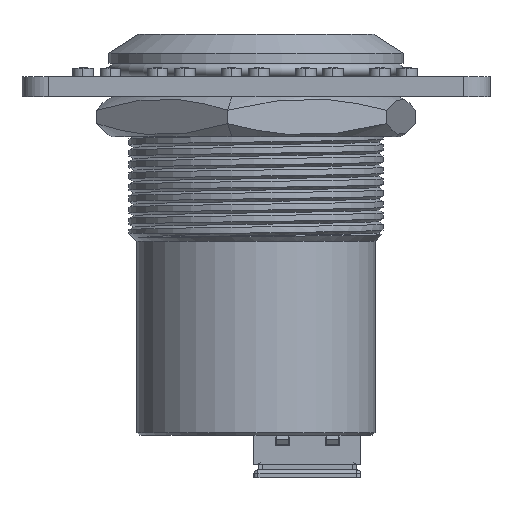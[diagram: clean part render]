
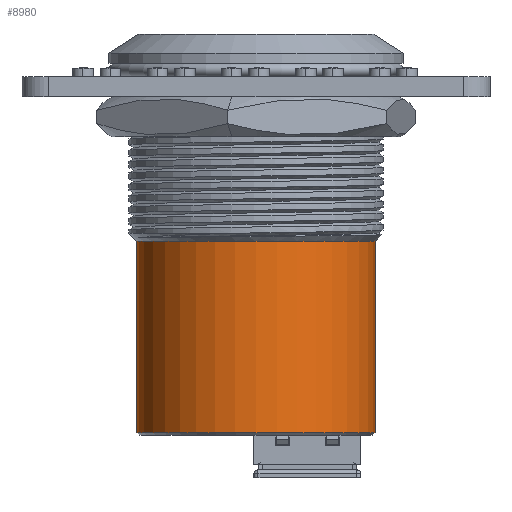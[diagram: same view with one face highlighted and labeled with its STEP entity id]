
A CAD part, front view. The second image highlights one B-rep face of the part: STEP entity #8980.
In plain terms, the highlighted cylindrical face has radius 8.9 mm (diameter 17.8 mm), a partial arc.
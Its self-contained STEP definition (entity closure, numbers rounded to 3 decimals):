
#330 = VECTOR ( 'NONE', #11571, 1000. ) ;
#475 = EDGE_CURVE ( 'NONE', #35475, #17173, #28627, .T. ) ;
#2342 = CARTESIAN_POINT ( 'NONE',  ( -8.9, 0., 9.915 ) ) ;
#2925 = EDGE_LOOP ( 'NONE', ( #25873, #16526, #22651, #15417 ) ) ;
#4200 = CARTESIAN_POINT ( 'NONE',  ( -8.9, 0., -29.8 ) ) ;
#4202 = AXIS2_PLACEMENT_3D ( 'NONE', #34051, #13621, #13240 ) ;
#5228 = EDGE_CURVE ( 'NONE', #17173, #11491, #23046, .T. ) ;
#5468 = DIRECTION ( 'NONE',  ( 1., 0., 0. ) ) ;
#5808 = FACE_OUTER_BOUND ( 'NONE', #2925, .T. ) ;
#7065 = VERTEX_POINT ( 'NONE', #7652 ) ;
#7652 = CARTESIAN_POINT ( 'NONE',  ( 8.9, 0., -29.8 ) ) ;
#8146 = CARTESIAN_POINT ( 'NONE',  ( 0., 0., -15.5 ) ) ;
#8500 = CYLINDRICAL_SURFACE ( 'NONE', #28925, 8.9 ) ;
#8980 = ADVANCED_FACE ( 'NONE', ( #5808 ), #8500, .T. ) ;
#9906 = EDGE_CURVE ( 'NONE', #7065, #11491, #22869, .T. ) ;
#10981 = DIRECTION ( 'NONE',  ( 0., 0., 1. ) ) ;
#11491 = VERTEX_POINT ( 'NONE', #12400 ) ;
#11571 = DIRECTION ( 'NONE',  ( 0., 0., 1. ) ) ;
#12400 = CARTESIAN_POINT ( 'NONE',  ( 8.9, 0., -15.5 ) ) ;
#12474 = EDGE_CURVE ( 'NONE', #35475, #7065, #20494, .T. ) ;
#13240 = DIRECTION ( 'NONE',  ( 1., 0., 0. ) ) ;
#13621 = DIRECTION ( 'NONE',  ( 0., 0., 1. ) ) ;
#14321 = CARTESIAN_POINT ( 'NONE',  ( 0., 0., 9.915 ) ) ;
#15417 = ORIENTED_EDGE ( 'NONE', *, *, #5228, .F. ) ;
#16526 = ORIENTED_EDGE ( 'NONE', *, *, #12474, .T. ) ;
#17173 = VERTEX_POINT ( 'NONE', #29379 ) ;
#17533 = DIRECTION ( 'NONE',  ( 1., 0., 0. ) ) ;
#19690 = CARTESIAN_POINT ( 'NONE',  ( 8.9, 0., 9.915 ) ) ;
#20045 = AXIS2_PLACEMENT_3D ( 'NONE', #8146, #10981, #5468 ) ;
#20494 = CIRCLE ( 'NONE', #4202, 8.9 ) ;
#22651 = ORIENTED_EDGE ( 'NONE', *, *, #9906, .T. ) ;
#22869 = LINE ( 'NONE', #19690, #330 ) ;
#22894 = VECTOR ( 'NONE', #25222, 1000. ) ;
#23046 = CIRCLE ( 'NONE', #20045, 8.9 ) ;
#25222 = DIRECTION ( 'NONE',  ( 0., 0., 1. ) ) ;
#25873 = ORIENTED_EDGE ( 'NONE', *, *, #475, .F. ) ;
#28627 = LINE ( 'NONE', #2342, #22894 ) ;
#28925 = AXIS2_PLACEMENT_3D ( 'NONE', #14321, #34776, #17533 ) ;
#29379 = CARTESIAN_POINT ( 'NONE',  ( -8.9, 0., -15.5 ) ) ;
#34051 = CARTESIAN_POINT ( 'NONE',  ( 0., 0., -29.8 ) ) ;
#34776 = DIRECTION ( 'NONE',  ( 0., 0., 1. ) ) ;
#35475 = VERTEX_POINT ( 'NONE', #4200 ) ;
